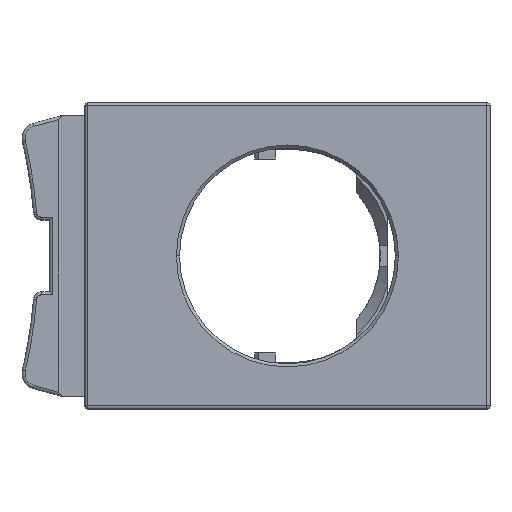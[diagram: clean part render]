
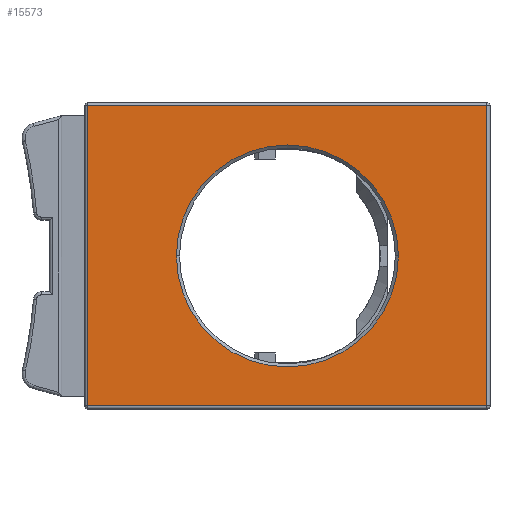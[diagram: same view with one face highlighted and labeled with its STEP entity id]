
A CAD part, top view. The second image highlights one B-rep face of the part: STEP entity #15573.
In plain terms, the highlighted planar face has unit normal (0, 0, 1).
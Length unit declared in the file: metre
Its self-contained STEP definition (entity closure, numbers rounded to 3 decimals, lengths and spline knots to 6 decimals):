
#7714=DIRECTION('',(1.,0.,0.));
#7715=VECTOR('',#7714,0.0391);
#7716=CARTESIAN_POINT('',(-0.019898,0.01236,
0.008214));
#7717=LINE('',#7716,#7715);
#7745=DIRECTION('',(0.,1.,0.));
#7746=VECTOR('',#7745,0.0294);
#7747=CARTESIAN_POINT('',(-0.019898,-0.01704,
0.008214));
#7748=LINE('',#7747,#7746);
#7759=CARTESIAN_POINT('',(-0.000348,-0.00234,
0.008214));
#7760=DIRECTION('',(0.,0.,-1.));
#7761=DIRECTION('',(-1.,0.,0.));
#7762=AXIS2_PLACEMENT_3D('',#7759,#7760,#7761);
#7767=CARTESIAN_POINT('',(-0.000348,-0.00234,
0.008214));
#7768=DIRECTION('',(0.,0.,-1.));
#7769=DIRECTION('',(1.,0.,0.));
#7770=AXIS2_PLACEMENT_3D('',#7767,#7768,#7769);
#7782=DIRECTION('',(0.,-1.,0.));
#7783=VECTOR('',#7782,0.0294);
#7784=CARTESIAN_POINT('',(0.019202,0.01236,
0.008214));
#7785=LINE('',#7784,#7783);
#7867=DIRECTION('',(-1.,0.,0.));
#7868=VECTOR('',#7867,0.0391);
#7869=CARTESIAN_POINT('',(0.019202,-0.01704,
0.008214));
#7870=LINE('',#7869,#7868);
#10777=CARTESIAN_POINT('',(-0.019898,-0.01704,
0.008214));
#10778=CARTESIAN_POINT('',(-0.019898,0.01236,
0.008214));
#10779=VERTEX_POINT('',#10777);
#10780=VERTEX_POINT('',#10778);
#10781=CARTESIAN_POINT('',(0.019202,0.01236,
0.008214));
#10782=CARTESIAN_POINT('',(0.019202,-0.01704,
0.008214));
#10783=VERTEX_POINT('',#10781);
#10784=VERTEX_POINT('',#10782);
#11156=CARTESIAN_POINT('',(0.010527,-0.00234,
0.008214));
#11157=VERTEX_POINT('',#11156);
#11158=CARTESIAN_POINT('',(-0.011223,-0.00234,
0.008214));
#11159=VERTEX_POINT('',#11158);
#15554=CARTESIAN_POINT('',(-0.020198,0.01266,
0.008214));
#15555=DIRECTION('',(0.,0.,-1.));
#15556=DIRECTION('',(-1.,0.,0.));
#15557=AXIS2_PLACEMENT_3D('',#15554,#15555,#15556);
#15558=PLANE('',#15557);
#15560=ORIENTED_EDGE('',*,*,#15559,.T.);
#15562=ORIENTED_EDGE('',*,*,#15561,.T.);
#15563=ORIENTED_EDGE('',*,*,#15538,.T.);
#15564=ORIENTED_EDGE('',*,*,#15502,.T.);
#15565=EDGE_LOOP('',(#15560,#15562,#15563,#15564));
#15566=FACE_OUTER_BOUND('',#15565,.F.);
#15568=ORIENTED_EDGE('',*,*,#15567,.F.);
#15570=ORIENTED_EDGE('',*,*,#15569,.F.);
#15571=EDGE_LOOP('',(#15568,#15570));
#15572=FACE_BOUND('',#15571,.F.);
#7763=CIRCLE('',#7762,0.010875);
#7771=CIRCLE('',#7770,0.010875);
#15502=EDGE_CURVE('',#10780,#10783,#7717,.T.);
#15538=EDGE_CURVE('',#10779,#10780,#7748,.T.);
#15559=EDGE_CURVE('',#10783,#10784,#7785,.T.);
#15561=EDGE_CURVE('',#10784,#10779,#7870,.T.);
#15567=EDGE_CURVE('',#11159,#11157,#7763,.T.);
#15569=EDGE_CURVE('',#11157,#11159,#7771,.T.);
#15573=ADVANCED_FACE('',(#15566,#15572),#15558,.F.);
